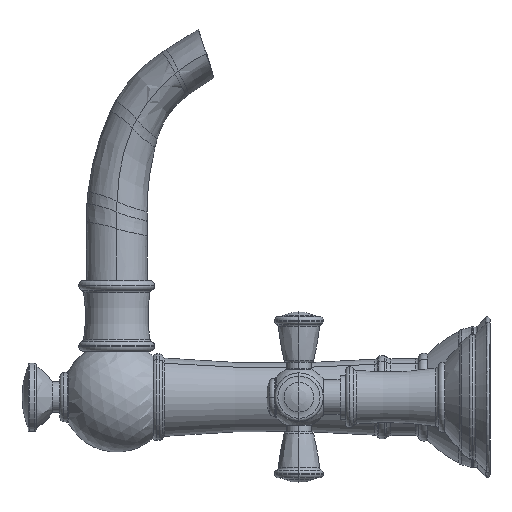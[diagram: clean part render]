
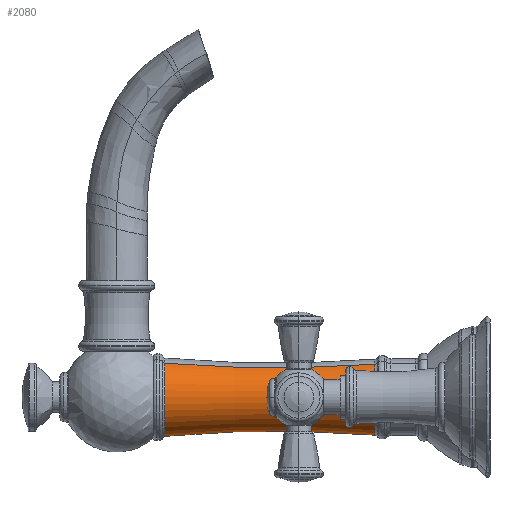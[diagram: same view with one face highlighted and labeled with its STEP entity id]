
A CAD part, left-side view. The second image highlights one B-rep face of the part: STEP entity #2080.
In plain terms, the highlighted toroidal (fillet/blend) face has major radius 473.558 mm and minor radius 460.756 mm.
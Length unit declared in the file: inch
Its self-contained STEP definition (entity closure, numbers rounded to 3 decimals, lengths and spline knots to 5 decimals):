
#12=CARTESIAN_POINT('',(0.,1.70883,0.));
#13=DIRECTION('',(0.,1.,0.));
#14=DIRECTION('',(0.5,0.,-0.866));
#15=AXIS2_PLACEMENT_3D('',#12,#13,#14);
#22=CARTESIAN_POINT('',(0.,4.82021,0.));
#23=DIRECTION('',(0.,1.,0.));
#24=DIRECTION('',(0.5,0.,-0.866));
#25=AXIS2_PLACEMENT_3D('',#22,#23,#24);
#27=CARTESIAN_POINT('',(-9.322,3.16145,16.14618));
#28=DIRECTION('',(0.866,0.,0.5));
#29=DIRECTION('',(0.498,-0.08,-0.863));
#30=AXIS2_PLACEMENT_3D('',#27,#28,#29);
#32=CARTESIAN_POINT('',(9.322,3.16145,-16.14618));
#33=DIRECTION('',(0.866,0.,0.5));
#34=DIRECTION('',(-0.498,0.091,0.862));
#35=AXIS2_PLACEMENT_3D('',#32,#33,#34);
#1809=CARTESIAN_POINT('',(-0.28113,1.70883,
0.48693));
#1810=CARTESIAN_POINT('',(0.28113,1.70883,
-0.48693));
#1811=VERTEX_POINT('',#1809);
#1812=VERTEX_POINT('',#1810);
#1813=CARTESIAN_POINT('',(0.29,4.82021,-0.50229));
#1814=CARTESIAN_POINT('',(-0.29,4.82021,0.50229));
#1815=VERTEX_POINT('',#1813);
#1816=VERTEX_POINT('',#1814);
#2066=CARTESIAN_POINT('',(0.,3.16145,0.));
#2067=DIRECTION('',(0.,-1.,0.));
#2068=DIRECTION('',(0.5,0.,-0.866));
#2069=AXIS2_PLACEMENT_3D('',#2066,#2067,#2068);
#2070=TOROIDAL_SURFACE('',#2069,18.644,18.14);
#2071=ORIENTED_EDGE('',*,*,#2056,.F.);
#2073=ORIENTED_EDGE('',*,*,#2072,.F.);
#2075=ORIENTED_EDGE('',*,*,#2074,.T.);
#2077=ORIENTED_EDGE('',*,*,#2076,.F.);
#2078=EDGE_LOOP('',(#2071,#2073,#2075,#2077));
#2079=FACE_OUTER_BOUND('',#2078,.F.);
#2080=ADVANCED_FACE('',(#2079),#2070,.F.);
#16=CIRCLE('',#15,0.56226);
#26=CIRCLE('',#25,0.58);
#31=CIRCLE('',#30,18.14);
#36=CIRCLE('',#35,18.14);
#2056=EDGE_CURVE('',#1812,#1811,#16,.T.);
#2072=EDGE_CURVE('',#1815,#1812,#36,.T.);
#2074=EDGE_CURVE('',#1815,#1816,#26,.T.);
#2076=EDGE_CURVE('',#1811,#1816,#31,.T.);
